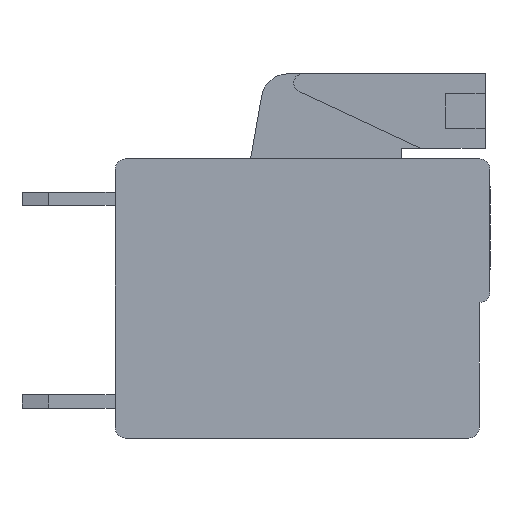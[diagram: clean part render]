
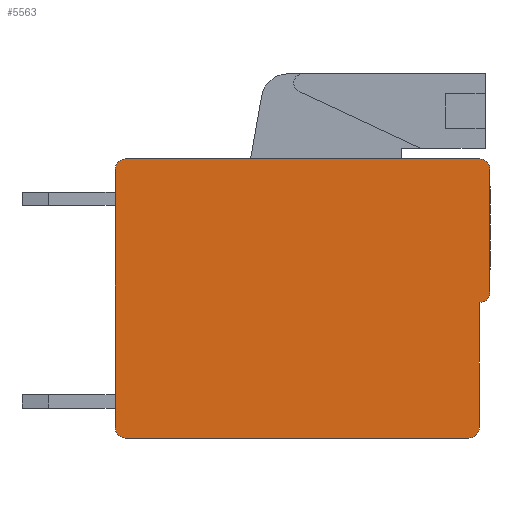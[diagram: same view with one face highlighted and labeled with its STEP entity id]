
A CAD part, front view. The second image highlights one B-rep face of the part: STEP entity #5563.
In plain terms, the highlighted planar face has unit normal (0, -1, 0).
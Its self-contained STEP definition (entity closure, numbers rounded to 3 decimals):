
#159=DIRECTION('',(-1.,0.,0.));
#160=VECTOR('',#159,13.3);
#161=CARTESIAN_POINT('',(13.7,-20.32,
0.));
#162=LINE('',#161,#160);
#993=DIRECTION('',(0.,0.,1.));
#994=VECTOR('',#993,4.6);
#995=CARTESIAN_POINT('',(14.1,-20.32,-5.));
#996=LINE('',#995,#994);
#1209=DIRECTION('',(0.,0.,1.));
#1210=VECTOR('',#1209,4.7);
#1211=CARTESIAN_POINT('',(13.7,-20.32,-10.1));
#1212=LINE('',#1211,#1210);
#1217=DIRECTION('',(1.,0.,0.));
#1218=VECTOR('',#1217,12.9);
#1219=CARTESIAN_POINT('',(0.4,-20.32,
-10.5));
#1220=LINE('',#1219,#1218);
#1373=DIRECTION('',(0.,0.,-1.));
#1374=VECTOR('',#1373,9.7);
#1375=CARTESIAN_POINT('',(0.,-20.32,
-0.4));
#1376=LINE('',#1375,#1374);
#1833=CARTESIAN_POINT('',(0.4,-20.32,
-10.1));
#1834=DIRECTION('',(0.,1.,0.));
#1835=DIRECTION('',(0.,0.,-1.));
#1836=AXIS2_PLACEMENT_3D('',#1833,#1834,#1835);
#1838=CARTESIAN_POINT('',(0.4,-20.32,
-0.4));
#1839=DIRECTION('',(0.,1.,0.));
#1840=DIRECTION('',(-1.,0.,0.));
#1841=AXIS2_PLACEMENT_3D('',#1838,#1839,#1840);
#1843=CARTESIAN_POINT('',(13.7,-20.32,-0.4));
#1844=DIRECTION('',(0.,1.,0.));
#1845=DIRECTION('',(0.,0.,1.));
#1846=AXIS2_PLACEMENT_3D('',#1843,#1844,#1845);
#1848=CARTESIAN_POINT('',(13.7,-20.32,-5.));
#1849=DIRECTION('',(0.,1.,0.));
#1850=DIRECTION('',(1.,0.,0.));
#1851=AXIS2_PLACEMENT_3D('',#1848,#1849,#1850);
#1853=CARTESIAN_POINT('',(13.3,-20.32,-10.1));
#1854=DIRECTION('',(0.,1.,0.));
#1855=DIRECTION('',(1.,0.,0.));
#1856=AXIS2_PLACEMENT_3D('',#1853,#1854,#1855);
#2595=CARTESIAN_POINT('',(13.7,-20.32,
0.));
#2596=CARTESIAN_POINT('',(0.4,-20.32,
0.));
#2597=VERTEX_POINT('',#2595);
#2598=VERTEX_POINT('',#2596);
#2599=CARTESIAN_POINT('',(0.,-20.32,
-0.4));
#2600=CARTESIAN_POINT('',(0.,-20.32,
-10.1));
#2601=VERTEX_POINT('',#2599);
#2602=VERTEX_POINT('',#2600);
#2619=CARTESIAN_POINT('',(0.4,-20.32,
-10.5));
#2620=VERTEX_POINT('',#2619);
#2621=CARTESIAN_POINT('',(14.1,-20.32,-0.4));
#2622=VERTEX_POINT('',#2621);
#2623=CARTESIAN_POINT('',(14.1,-20.32,-5.));
#2624=VERTEX_POINT('',#2623);
#2625=CARTESIAN_POINT('',(13.7,-20.32,-5.4));
#2626=VERTEX_POINT('',#2625);
#2627=CARTESIAN_POINT('',(13.7,-20.32,-10.1));
#2628=VERTEX_POINT('',#2627);
#2629=CARTESIAN_POINT('',(13.3,-20.32,
-10.5));
#2630=VERTEX_POINT('',#2629);
#5546=CARTESIAN_POINT('',(7.05,-20.32,-5.25));
#5547=DIRECTION('',(0.,1.,0.));
#5548=DIRECTION('',(1.,0.,0.));
#5549=AXIS2_PLACEMENT_3D('',#5546,#5547,#5548);
#5550=PLANE('',#5549);
#5551=ORIENTED_EDGE('',*,*,#4609,.T.);
#5552=ORIENTED_EDGE('',*,*,#4628,.F.);
#5553=ORIENTED_EDGE('',*,*,#5538,.T.);
#5554=ORIENTED_EDGE('',*,*,#2875,.F.);
#5555=ORIENTED_EDGE('',*,*,#4023,.T.);
#5556=ORIENTED_EDGE('',*,*,#4038,.F.);
#5557=ORIENTED_EDGE('',*,*,#4541,.T.);
#5558=ORIENTED_EDGE('',*,*,#4556,.F.);
#5559=ORIENTED_EDGE('',*,*,#4571,.T.);
#5560=ORIENTED_EDGE('',*,*,#4588,.F.);
#5561=EDGE_LOOP('',(#5551,#5552,#5553,#5554,#5555,#5556,#5557,#5558,#5559,
#5560));
#5562=FACE_OUTER_BOUND('',#5561,.F.);
#1837=CIRCLE('',#1836,0.4);
#1842=CIRCLE('',#1841,0.4);
#1847=CIRCLE('',#1846,0.4);
#1852=CIRCLE('',#1851,0.4);
#1857=CIRCLE('',#1856,0.4);
#2875=EDGE_CURVE('',#2597,#2598,#162,.T.);
#4023=EDGE_CURVE('',#2597,#2622,#1847,.T.);
#4038=EDGE_CURVE('',#2624,#2622,#996,.T.);
#4541=EDGE_CURVE('',#2624,#2626,#1852,.T.);
#4556=EDGE_CURVE('',#2628,#2626,#1212,.T.);
#4571=EDGE_CURVE('',#2628,#2630,#1857,.T.);
#4588=EDGE_CURVE('',#2620,#2630,#1220,.T.);
#4609=EDGE_CURVE('',#2620,#2602,#1837,.T.);
#4628=EDGE_CURVE('',#2601,#2602,#1376,.T.);
#5538=EDGE_CURVE('',#2601,#2598,#1842,.T.);
#5563=ADVANCED_FACE('',(#5562),#5550,.F.);
